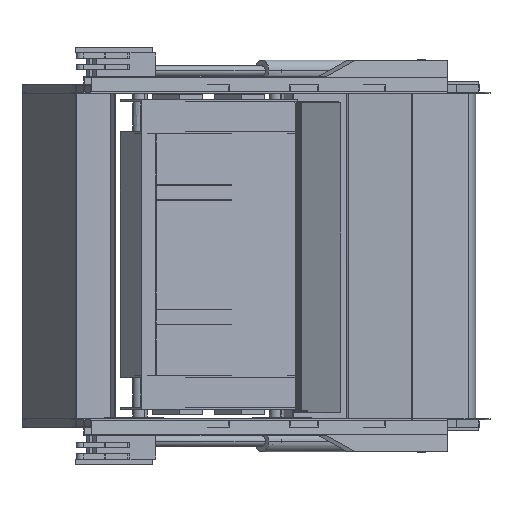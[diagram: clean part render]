
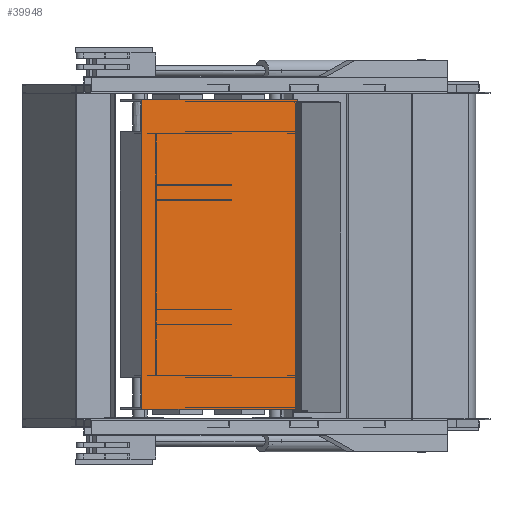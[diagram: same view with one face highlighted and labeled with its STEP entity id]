
A CAD part, left-side view. The second image highlights one B-rep face of the part: STEP entity #39948.
In plain terms, the highlighted free-form (B-spline) face has degree [1, 1] with [2, 2] control points.
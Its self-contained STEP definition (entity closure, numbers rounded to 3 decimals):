
#39948 = ADVANCED_FACE('',(#39949),#40035,.T.);
#39949 = FACE_BOUND('',#39950,.T.);
#39950 = EDGE_LOOP('',(#39951,#39960,#39967,#39974,#39981,#39988,#39995,
    #40002,#40009,#40016,#40023,#40030));
#39951 = ORIENTED_EDGE('',*,*,#39952,.T.);
#39952 = EDGE_CURVE('',#39953,#39955,#39957,.T.);
#39953 = VERTEX_POINT('',#39954);
#39954 = CARTESIAN_POINT('',(948.716,1338.918,
    -1732.984));
#39955 = VERTEX_POINT('',#39956);
#39956 = CARTESIAN_POINT('',(851.231,1450.713,
    -1732.984));
#39957 = B_SPLINE_CURVE_WITH_KNOTS('',1,(#39958,#39959),.UNSPECIFIED.,
  .F.,.F.,(2,2),(0.,150.),.PIECEWISE_BEZIER_KNOTS.);
#39958 = CARTESIAN_POINT('',(948.716,1338.918,
    -1732.984));
#39959 = CARTESIAN_POINT('',(851.231,1450.713,
    -1732.984));
#39960 = ORIENTED_EDGE('',*,*,#39961,.T.);
#39961 = EDGE_CURVE('',#39955,#39962,#39964,.T.);
#39962 = VERTEX_POINT('',#39963);
#39963 = CARTESIAN_POINT('',(688.756,1637.04,
    -1732.984));
#39964 = B_SPLINE_CURVE_WITH_KNOTS('',1,(#39965,#39966),.UNSPECIFIED.,
  .F.,.F.,(2,2),(0.,250.),.PIECEWISE_BEZIER_KNOTS.);
#39965 = CARTESIAN_POINT('',(851.231,1450.713,
    -1732.984));
#39966 = CARTESIAN_POINT('',(688.756,1637.04,
    -1732.984));
#39967 = ORIENTED_EDGE('',*,*,#39968,.T.);
#39968 = EDGE_CURVE('',#39962,#39969,#39971,.T.);
#39969 = VERTEX_POINT('',#39970);
#39970 = CARTESIAN_POINT('',(591.27,1748.835,
    -1732.984));
#39971 = B_SPLINE_CURVE_WITH_KNOTS('',1,(#39972,#39973),.UNSPECIFIED.,
  .F.,.F.,(2,2),(0.,150.),.PIECEWISE_BEZIER_KNOTS.);
#39972 = CARTESIAN_POINT('',(688.756,1637.04,
    -1732.984));
#39973 = CARTESIAN_POINT('',(591.27,1748.835,
    -1732.984));
#39974 = ORIENTED_EDGE('',*,*,#39975,.T.);
#39975 = EDGE_CURVE('',#39969,#39976,#39978,.T.);
#39976 = VERTEX_POINT('',#39977);
#39977 = CARTESIAN_POINT('',(445.043,1916.529,
    -1732.984));
#39978 = B_SPLINE_CURVE_WITH_KNOTS('',1,(#39979,#39980),.UNSPECIFIED.,
  .F.,.F.,(2,2),(0.,225.),.PIECEWISE_BEZIER_KNOTS.);
#39979 = CARTESIAN_POINT('',(591.27,1748.835,
    -1732.984));
#39980 = CARTESIAN_POINT('',(445.043,1916.529,
    -1732.984));
#39981 = ORIENTED_EDGE('',*,*,#39982,.T.);
#39982 = EDGE_CURVE('',#39976,#39983,#39985,.T.);
#39983 = VERTEX_POINT('',#39984);
#39984 = CARTESIAN_POINT('',(445.043,1916.529,
    -249.688));
#39985 = B_SPLINE_CURVE_WITH_KNOTS('',1,(#39986,#39987),.UNSPECIFIED.,
  .F.,.F.,(2,2),(0.,1500.),.PIECEWISE_BEZIER_KNOTS.);
#39986 = CARTESIAN_POINT('',(445.043,1916.529,
    -1732.984));
#39987 = CARTESIAN_POINT('',(445.043,1916.529,
    -249.688));
#39988 = ORIENTED_EDGE('',*,*,#39989,.T.);
#39989 = EDGE_CURVE('',#39983,#39990,#39992,.T.);
#39990 = VERTEX_POINT('',#39991);
#39991 = CARTESIAN_POINT('',(591.27,1748.835,
    -249.688));
#39992 = B_SPLINE_CURVE_WITH_KNOTS('',1,(#39993,#39994),.UNSPECIFIED.,
  .F.,.F.,(2,2),(0.,225.),.PIECEWISE_BEZIER_KNOTS.);
#39993 = CARTESIAN_POINT('',(445.043,1916.529,
    -249.688));
#39994 = CARTESIAN_POINT('',(591.27,1748.835,
    -249.688));
#39995 = ORIENTED_EDGE('',*,*,#39996,.T.);
#39996 = EDGE_CURVE('',#39990,#39997,#39999,.T.);
#39997 = VERTEX_POINT('',#39998);
#39998 = CARTESIAN_POINT('',(688.756,1637.04,
    -249.688));
#39999 = B_SPLINE_CURVE_WITH_KNOTS('',1,(#40000,#40001),.UNSPECIFIED.,
  .F.,.F.,(2,2),(0.,150.),.PIECEWISE_BEZIER_KNOTS.);
#40000 = CARTESIAN_POINT('',(591.27,1748.835,
    -249.688));
#40001 = CARTESIAN_POINT('',(688.756,1637.04,
    -249.688));
#40002 = ORIENTED_EDGE('',*,*,#40003,.T.);
#40003 = EDGE_CURVE('',#39997,#40004,#40006,.T.);
#40004 = VERTEX_POINT('',#40005);
#40005 = CARTESIAN_POINT('',(851.231,1450.713,
    -249.688));
#40006 = B_SPLINE_CURVE_WITH_KNOTS('',1,(#40007,#40008),.UNSPECIFIED.,
  .F.,.F.,(2,2),(0.,250.),.PIECEWISE_BEZIER_KNOTS.);
#40007 = CARTESIAN_POINT('',(688.756,1637.04,
    -249.688));
#40008 = CARTESIAN_POINT('',(851.231,1450.713,
    -249.688));
#40009 = ORIENTED_EDGE('',*,*,#40010,.T.);
#40010 = EDGE_CURVE('',#40004,#40011,#40013,.T.);
#40011 = VERTEX_POINT('',#40012);
#40012 = CARTESIAN_POINT('',(948.716,1338.918,
    -249.688));
#40013 = B_SPLINE_CURVE_WITH_KNOTS('',1,(#40014,#40015),.UNSPECIFIED.,
  .F.,.F.,(2,2),(0.,150.),.PIECEWISE_BEZIER_KNOTS.);
#40014 = CARTESIAN_POINT('',(851.231,1450.713,
    -249.688));
#40015 = CARTESIAN_POINT('',(948.716,1338.918,
    -249.688));
#40016 = ORIENTED_EDGE('',*,*,#40017,.T.);
#40017 = EDGE_CURVE('',#40011,#40018,#40020,.T.);
#40018 = VERTEX_POINT('',#40019);
#40019 = CARTESIAN_POINT('',(1094.944,1171.224,
    -249.688));
#40020 = B_SPLINE_CURVE_WITH_KNOTS('',1,(#40021,#40022),.UNSPECIFIED.,
  .F.,.F.,(2,2),(0.,225.),.PIECEWISE_BEZIER_KNOTS.);
#40021 = CARTESIAN_POINT('',(948.716,1338.918,
    -249.688));
#40022 = CARTESIAN_POINT('',(1094.944,1171.224,
    -249.688));
#40023 = ORIENTED_EDGE('',*,*,#40024,.T.);
#40024 = EDGE_CURVE('',#40018,#40025,#40027,.T.);
#40025 = VERTEX_POINT('',#40026);
#40026 = CARTESIAN_POINT('',(1094.944,1171.224,
    -1732.984));
#40027 = B_SPLINE_CURVE_WITH_KNOTS('',1,(#40028,#40029),.UNSPECIFIED.,
  .F.,.F.,(2,2),(0.,1500.),.PIECEWISE_BEZIER_KNOTS.);
#40028 = CARTESIAN_POINT('',(1094.944,1171.224,
    -249.688));
#40029 = CARTESIAN_POINT('',(1094.944,1171.224,
    -1732.984));
#40030 = ORIENTED_EDGE('',*,*,#40031,.T.);
#40031 = EDGE_CURVE('',#40025,#39953,#40032,.T.);
#40032 = B_SPLINE_CURVE_WITH_KNOTS('',1,(#40033,#40034),.UNSPECIFIED.,
  .F.,.F.,(2,2),(0.,225.),.PIECEWISE_BEZIER_KNOTS.);
#40033 = CARTESIAN_POINT('',(1094.944,1171.224,
    -1732.984));
#40034 = CARTESIAN_POINT('',(948.716,1338.918,
    -1732.984));
#40035 = B_SPLINE_SURFACE_WITH_KNOTS('',1,1,(
    (#40036,#40037)
    ,(#40038,#40039
    )),.UNSPECIFIED.,.F.,.F.,.F.,(2,2),(2,2),(-195.,1365.),(-20.,
    1020.),.PIECEWISE_BEZIER_KNOTS.);
#40036 = CARTESIAN_POINT('',(1107.942,1156.318,
    -220.022));
#40037 = CARTESIAN_POINT('',(432.045,1931.435,
    -220.022));
#40038 = CARTESIAN_POINT('',(1107.942,1156.318,
    -1762.65));
#40039 = CARTESIAN_POINT('',(432.045,1931.435,
    -1762.65));
